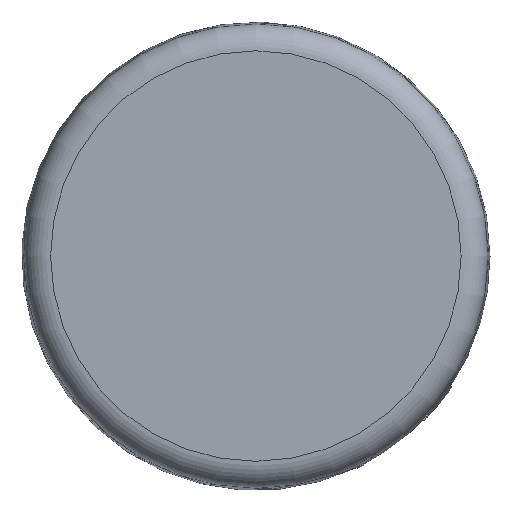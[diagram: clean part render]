
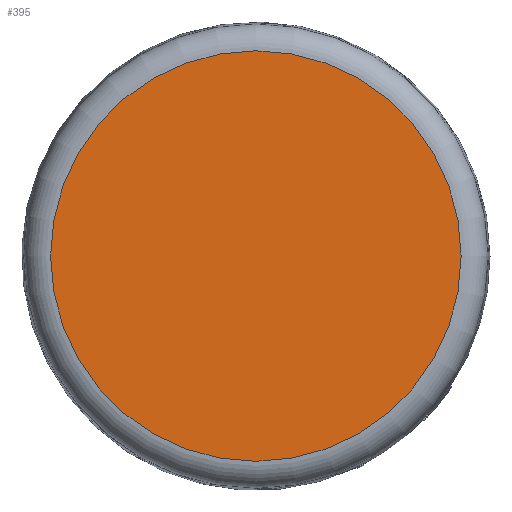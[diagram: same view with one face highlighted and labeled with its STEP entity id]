
A CAD part, top view. The second image highlights one B-rep face of the part: STEP entity #395.
In plain terms, the highlighted planar face has unit normal (0, 0, 1).
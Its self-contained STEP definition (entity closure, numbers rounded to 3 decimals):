
#30=PLANE('',#459);
#53=FACE_OUTER_BOUND('',#75,.T.);
#75=EDGE_LOOP('',(#367,#368));
#157=CIRCLE('',#455,30.684);
#158=CIRCLE('',#456,30.684);
#196=VERTEX_POINT('',#699);
#197=VERTEX_POINT('',#701);
#252=EDGE_CURVE('',#196,#197,#157,.T.);
#253=EDGE_CURVE('',#197,#196,#158,.T.);
#367=ORIENTED_EDGE('',*,*,#253,.F.);
#368=ORIENTED_EDGE('',*,*,#252,.F.);
#395=ADVANCED_FACE('',(#53),#30,.T.);
#455=AXIS2_PLACEMENT_3D('',#702,#579,#580);
#456=AXIS2_PLACEMENT_3D('',#703,#581,#582);
#459=AXIS2_PLACEMENT_3D('',#707,#588,#589);
#579=DIRECTION('center_axis',(0.,0.,
-1.));
#580=DIRECTION('ref_axis',(-1.,0.,0.));
#581=DIRECTION('center_axis',(0.,0.,
-1.));
#582=DIRECTION('ref_axis',(-1.,0.,0.));
#588=DIRECTION('center_axis',(0.,0.,
1.));
#589=DIRECTION('ref_axis',(1.,0.,0.));
#699=CARTESIAN_POINT('',(30.684,0.,16.));
#701=CARTESIAN_POINT('',(-30.684,0.,16.));
#702=CARTESIAN_POINT('Origin',(0.,0.,
16.));
#703=CARTESIAN_POINT('Origin',(0.,0.,
16.));
#707=CARTESIAN_POINT('Origin',(-15.342,0.,16.));
